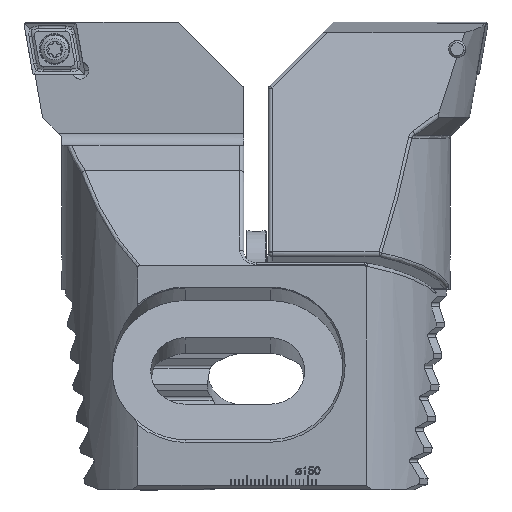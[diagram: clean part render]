
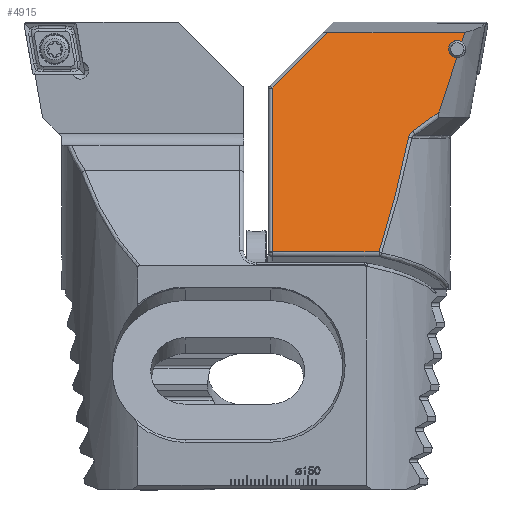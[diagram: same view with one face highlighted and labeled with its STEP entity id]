
A CAD part, top view. The second image highlights one B-rep face of the part: STEP entity #4915.
In plain terms, the highlighted face is planar.
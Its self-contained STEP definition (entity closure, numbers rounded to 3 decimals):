
#14 = CARTESIAN_POINT ( 'NONE',  ( 18.823, -27.414, -28.415 ) ) ;
#77 = VERTEX_POINT ( 'NONE', #17123 ) ;
#303 = DIRECTION ( 'NONE',  ( -1., 0., 0. ) ) ;
#424 = ORIENTED_EDGE ( 'NONE', *, *, #10985, .T. ) ;
#569 =( BOUNDED_CURVE ( )  B_SPLINE_CURVE ( 3, ( #10227, #11586, #6244, #15594 ),
 .UNSPECIFIED., .F., .F. ) 
 B_SPLINE_CURVE_WITH_KNOTS ( ( 4, 4 ),
 ( 4.211, 4.29 ),
 .UNSPECIFIED. ) 
 CURVE ( )  GEOMETRIC_REPRESENTATION_ITEM ( )  RATIONAL_B_SPLINE_CURVE ( ( 1., 0.999, 0.999, 1. ) ) 
 REPRESENTATION_ITEM ( '' )  );
#699 = CARTESIAN_POINT ( 'NONE',  ( 6.429, -5.164, -22.453 ) ) ;
#1355 = CARTESIAN_POINT ( 'NONE',  ( 19.043, -27.621, -28.47 ) ) ;
#1425 = CARTESIAN_POINT ( 'NONE',  ( 18.576, -27.241, -28.369 ) ) ;
#1445 = DIRECTION ( 'NONE',  ( 0.695, -0.695, -0.186 ) ) ;
#1691 = ORIENTED_EDGE ( 'NONE', *, *, #16319, .T. ) ;
#1817 = VECTOR ( 'NONE', #1445, 1000. ) ;
#1850 = LINE ( 'NONE', #13715, #15190 ) ;
#1868 = CARTESIAN_POINT ( 'NONE',  ( 6.429, -5.164, -22.453 ) ) ;
#2273 = EDGE_CURVE ( 'NONE', #2405, #8927, #10186, .T. ) ;
#2405 = VERTEX_POINT ( 'NONE', #1868 ) ;
#2416 = CARTESIAN_POINT ( 'NONE',  ( 53.25, -16.542, -25.502 ) ) ;
#2497 = CARTESIAN_POINT ( 'NONE',  ( 16.363, -25.695, -27.954 ) ) ;
#2665 = CARTESIAN_POINT ( 'NONE',  ( 12.037, -22.472, -27.091 ) ) ;
#2689 = CARTESIAN_POINT ( 'NONE',  ( 19.385, -28.105, -28.6 ) ) ;
#2820 = CARTESIAN_POINT ( 'NONE',  ( 24.141, -48.605, -34.093 ) ) ;
#3089 = VERTEX_POINT ( 'NONE', #1425 ) ;
#3245 = CARTESIAN_POINT ( 'NONE',  ( 113.15, -1.853, -21.566 ) ) ;
#3557 = CARTESIAN_POINT ( 'NONE',  ( 12.037, -22.472, -27.091 ) ) ;
#3717 = CARTESIAN_POINT ( 'NONE',  ( 7.577, -4.823, -22.361 ) ) ;
#3981 = B_SPLINE_CURVE_WITH_KNOTS ( 'NONE', 3,
 ( #7883, #14, #1355, #10672, #2689, #12023, #4041, #13351 ),
 .UNSPECIFIED., .F., .F.,
 ( 4, 2, 2, 4 ),
 ( 0., 0.001, 0.001, 0.002 ),
 .UNSPECIFIED. ) ;
#4041 = CARTESIAN_POINT ( 'NONE',  ( 19.557, -28.51, -28.709 ) ) ;
#4562 = VERTEX_POINT ( 'NONE', #17136 ) ;
#4567 = CARTESIAN_POINT ( 'NONE',  ( 7.167, -4.823, -22.361 ) ) ;
#4647 = PLANE ( 'NONE',  #10068 ) ;
#4876 =( BOUNDED_CURVE ( )  B_SPLINE_CURVE ( 3, ( #13873, #4567, #8647, #699 ),
 .UNSPECIFIED., .F., .F. ) 
 B_SPLINE_CURVE_WITH_KNOTS ( ( 4, 4 ),
 ( 0., 0.578 ),
 .UNSPECIFIED. ) 
 CURVE ( )  GEOMETRIC_REPRESENTATION_ITEM ( )  RATIONAL_B_SPLINE_CURVE ( ( 1., 0.972, 0.972, 1. ) ) 
 REPRESENTATION_ITEM ( '' )  );
#4915 = ADVANCED_FACE ( 'NONE', ( #8067 ), #4647, .F. ) ;
#5470 = CARTESIAN_POINT ( 'NONE',  ( 19.587, -28.655, -28.747 ) ) ;
#5756 = CARTESIAN_POINT ( 'NONE',  ( 113.15, -2.844, -21.831 ) ) ;
#5898 = VERTEX_POINT ( 'NONE', #3557 ) ;
#5918 = DIRECTION ( 'NONE',  ( -1., 0., 0. ) ) ;
#5939 = DIRECTION ( 'NONE',  ( 0., -0.259, 0.966 ) ) ;
#6154 = EDGE_CURVE ( 'NONE', #77, #13857, #12477, .T. ) ;
#6244 = CARTESIAN_POINT ( 'NONE',  ( 9.065, -13.603, -24.714 ) ) ;
#6254 = ORIENTED_EDGE ( 'NONE', *, *, #7507, .T. ) ;
#6379 = EDGE_CURVE ( 'NONE', #5898, #4562, #569, .T. ) ;
#6407 = CARTESIAN_POINT ( 'NONE',  ( 7.626, -9.022, -23.487 ) ) ;
#6444 = VERTEX_POINT ( 'NONE', #3717 ) ;
#6456 = ORIENTED_EDGE ( 'NONE', *, *, #6154, .T. ) ;
#6738 = CARTESIAN_POINT ( 'NONE',  ( 26.846, -56.996, -36.341 ) ) ;
#6949 = VERTEX_POINT ( 'NONE', #9113 ) ;
#7507 = EDGE_CURVE ( 'NONE', #6444, #2405, #4876, .T. ) ;
#7696 = EDGE_CURVE ( 'NONE', #3089, #14998, #3981, .T. ) ;
#7738 = CARTESIAN_POINT ( 'NONE',  ( 11.729, -8.926, -23.461 ) ) ;
#7883 = CARTESIAN_POINT ( 'NONE',  ( 18.576, -27.241, -28.369 ) ) ;
#7914 = CARTESIAN_POINT ( 'NONE',  ( 18.576, -27.241, -28.369 ) ) ;
#8067 = FACE_OUTER_BOUND ( 'NONE', #16343, .T. ) ;
#8348 = VECTOR ( 'NONE', #303, 1000. ) ;
#8647 = CARTESIAN_POINT ( 'NONE',  ( 6.773, -4.94, -22.393 ) ) ;
#8694 = CARTESIAN_POINT ( 'NONE',  ( 5.723, -2.844, -21.831 ) ) ;
#8764 = CARTESIAN_POINT ( 'NONE',  ( 5.958, -3.62, -22.039 ) ) ;
#8828 = CARTESIAN_POINT ( 'NONE',  ( 6.429, -5.164, -22.453 ) ) ;
#8881 = CARTESIAN_POINT ( 'NONE',  ( 6.193, -4.393, -22.246 ) ) ;
#8927 = VERTEX_POINT ( 'NONE', #12058 ) ;
#9111 = CARTESIAN_POINT ( 'NONE',  ( 7.577, -4.823, -22.361 ) ) ;
#9113 = CARTESIAN_POINT ( 'NONE',  ( 53.25, -56.996, -36.341 ) ) ;
#10068 = AXIS2_PLACEMENT_3D ( 'NONE', #3245, #5939, #15291 ) ;
#10186 =( BOUNDED_CURVE ( )  B_SPLINE_CURVE ( 3, ( #8828, #8881, #8764, #8694 ),
 .UNSPECIFIED., .F., .T. ) 
 B_SPLINE_CURVE_WITH_KNOTS ( ( 4, 4 ),
 ( 4.312, 4.326 ),
 .UNSPECIFIED. ) 
 CURVE ( )  GEOMETRIC_REPRESENTATION_ITEM ( )  RATIONAL_B_SPLINE_CURVE ( ( 1., 1., 1., 1. ) ) 
 REPRESENTATION_ITEM ( '' )  );
#10215 = ORIENTED_EDGE ( 'NONE', *, *, #13108, .T. ) ;
#10227 = CARTESIAN_POINT ( 'NONE',  ( 12.037, -22.472, -27.091 ) ) ;
#10312 = EDGE_CURVE ( 'NONE', #4562, #6444, #14914, .T. ) ;
#10638 = CARTESIAN_POINT ( 'NONE',  ( 14.186, -24.101, -27.527 ) ) ;
#10652 = EDGE_CURVE ( 'NONE', #77, #8927, #12172, .T. ) ;
#10672 = CARTESIAN_POINT ( 'NONE',  ( 19.307, -27.977, -28.566 ) ) ;
#10766 = CARTESIAN_POINT ( 'NONE',  ( 74.563, -37.855, -31.212 ) ) ;
#10971 = CARTESIAN_POINT ( 'NONE',  ( 113.15, -56.996, -36.341 ) ) ;
#10985 = EDGE_CURVE ( 'NONE', #6949, #15945, #11522, .T. ) ;
#11171 = B_SPLINE_CURVE_WITH_KNOTS ( 'NONE', 3,
 ( #7914, #2497, #10638, #2665 ),
 .UNSPECIFIED., .F., .F.,
 ( 4, 4 ),
 ( 0., 0.008 ),
 .UNSPECIFIED. ) ;
#11508 = ORIENTED_EDGE ( 'NONE', *, *, #13559, .T. ) ;
#11522 = LINE ( 'NONE', #10971, #8348 ) ;
#11586 = CARTESIAN_POINT ( 'NONE',  ( 10.536, -18.089, -25.916 ) ) ;
#11716 = ORIENTED_EDGE ( 'NONE', *, *, #2273, .T. ) ;
#11717 =( BOUNDED_CURVE ( )  B_SPLINE_CURVE ( 3, ( #6738, #2820, #13472, #5470 ),
 .UNSPECIFIED., .F., .F. ) 
 B_SPLINE_CURVE_WITH_KNOTS ( ( 4, 4 ),
 ( 3.835, 4.064 ),
 .UNSPECIFIED. ) 
 CURVE ( )  GEOMETRIC_REPRESENTATION_ITEM ( )  RATIONAL_B_SPLINE_CURVE ( ( 1., 0.996, 0.996, 1. ) ) 
 REPRESENTATION_ITEM ( '' )  );
#12023 = CARTESIAN_POINT ( 'NONE',  ( 19.51, -28.371, -28.671 ) ) ;
#12058 = CARTESIAN_POINT ( 'NONE',  ( 5.723, -2.844, -21.831 ) ) ;
#12172 = LINE ( 'NONE', #5756, #15267 ) ;
#12477 = LINE ( 'NONE', #10766, #1817 ) ;
#12556 = CARTESIAN_POINT ( 'NONE',  ( 19.587, -28.655, -28.747 ) ) ;
#12809 = CARTESIAN_POINT ( 'NONE',  ( 26.846, -56.996, -36.341 ) ) ;
#13108 = EDGE_CURVE ( 'NONE', #15945, #14998, #11717, .T. ) ;
#13351 = CARTESIAN_POINT ( 'NONE',  ( 19.587, -28.655, -28.747 ) ) ;
#13472 = CARTESIAN_POINT ( 'NONE',  ( 21.711, -39.117, -31.551 ) ) ;
#13559 = EDGE_CURVE ( 'NONE', #3089, #5898, #11171, .T. ) ;
#13570 = ORIENTED_EDGE ( 'NONE', *, *, #10652, .F. ) ;
#13715 = CARTESIAN_POINT ( 'NONE',  ( 53.25, -1.853, -21.566 ) ) ;
#13784 = ORIENTED_EDGE ( 'NONE', *, *, #10312, .T. ) ;
#13857 = VERTEX_POINT ( 'NONE', #2416 ) ;
#13873 = CARTESIAN_POINT ( 'NONE',  ( 7.577, -4.823, -22.361 ) ) ;
#14208 = ORIENTED_EDGE ( 'NONE', *, *, #6379, .T. ) ;
#14914 =( BOUNDED_CURVE ( )  B_SPLINE_CURVE ( 3, ( #6407, #7738, #17062, #9111 ),
 .UNSPECIFIED., .F., .T. ) 
 B_SPLINE_CURVE_WITH_KNOTS ( ( 4, 4 ),
 ( 3.165, 6.283 ),
 .UNSPECIFIED. ) 
 CURVE ( )  GEOMETRIC_REPRESENTATION_ITEM ( )  RATIONAL_B_SPLINE_CURVE ( ( 1., 0.341, 0.341, 1. ) ) 
 REPRESENTATION_ITEM ( '' )  );
#14998 = VERTEX_POINT ( 'NONE', #12556 ) ;
#15055 = DIRECTION ( 'NONE',  ( 0., -0.966, -0.259 ) ) ;
#15190 = VECTOR ( 'NONE', #15055, 1000. ) ;
#15267 = VECTOR ( 'NONE', #5918, 1000. ) ;
#15291 = DIRECTION ( 'NONE',  ( 0., -0.966, -0.259 ) ) ;
#15594 = CARTESIAN_POINT ( 'NONE',  ( 7.626, -9.022, -23.487 ) ) ;
#15945 = VERTEX_POINT ( 'NONE', #12809 ) ;
#16319 = EDGE_CURVE ( 'NONE', #13857, #6949, #1850, .T. ) ;
#16343 = EDGE_LOOP ( 'NONE', ( #11508, #14208, #13784, #6254, #11716, #13570, #6456, #1691, #424, #10215, #16453 ) ) ;
#16453 = ORIENTED_EDGE ( 'NONE', *, *, #7696, .F. ) ;
#17062 = CARTESIAN_POINT ( 'NONE',  ( 11.681, -4.823, -22.361 ) ) ;
#17123 = CARTESIAN_POINT ( 'NONE',  ( 39.552, -2.844, -21.831 ) ) ;
#17136 = CARTESIAN_POINT ( 'NONE',  ( 7.626, -9.022, -23.487 ) ) ;
